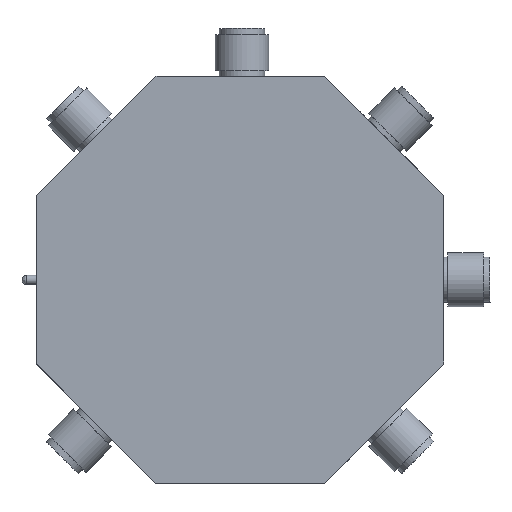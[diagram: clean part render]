
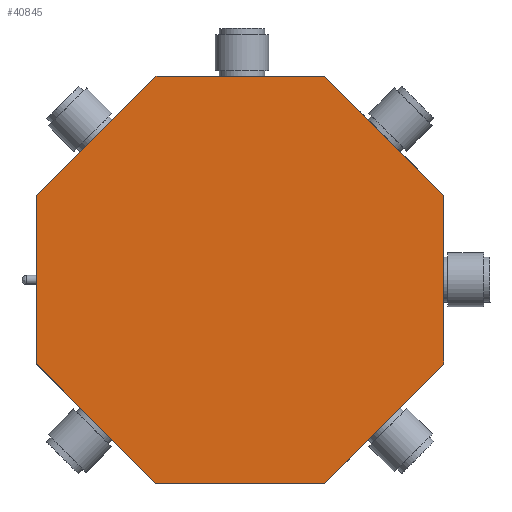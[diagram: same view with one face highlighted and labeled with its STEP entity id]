
A CAD part, top view. The second image highlights one B-rep face of the part: STEP entity #40845.
In plain terms, the highlighted planar face has unit normal (0, 0, 1).
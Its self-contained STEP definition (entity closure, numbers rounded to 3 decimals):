
#600 = ORIENTED_EDGE ( 'NONE', *, *, #18232, .T. ) ;
#1165 = LINE ( 'NONE', #20397, #25847 ) ;
#2975 = DIRECTION ( 'NONE',  ( -0.707, 0.707, 0. ) ) ;
#3478 = CARTESIAN_POINT ( 'NONE',  ( 164., 70.053, 11.463 ) ) ;
#3512 = VERTEX_POINT ( 'NONE', #20312 ) ;
#4378 = EDGE_CURVE ( 'NONE', #52870, #7270, #21837, .T. ) ;
#5128 = VECTOR ( 'NONE', #18317, 1000. ) ;
#6787 = DIRECTION ( 'NONE',  ( 0., 1., 0. ) ) ;
#7270 = VERTEX_POINT ( 'NONE', #8310 ) ;
#7732 = EDGE_CURVE ( 'NONE', #52538, #3512, #40604, .T. ) ;
#8310 = CARTESIAN_POINT ( 'NONE',  ( 116., 70.062, 11.463 ) ) ;
#8880 = EDGE_CURVE ( 'NONE', #39721, #52538, #9918, .T. ) ;
#9511 = EDGE_CURVE ( 'NONE', #10867, #36855, #19815, .T. ) ;
#9918 = LINE ( 'NONE', #34571, #57954 ) ;
#10702 = CARTESIAN_POINT ( 'NONE',  ( 116., 89.932, 11.463 ) ) ;
#10867 = VERTEX_POINT ( 'NONE', #38194 ) ;
#10911 = ORIENTED_EDGE ( 'NONE', *, *, #4378, .T. ) ;
#11611 = CARTESIAN_POINT ( 'NONE',  ( 149.118, 104., 11.463 ) ) ;
#11873 = ORIENTED_EDGE ( 'NONE', *, *, #9511, .T. ) ;
#13543 = CARTESIAN_POINT ( 'NONE',  ( 0., 0., 11.463 ) ) ;
#14693 = ORIENTED_EDGE ( 'NONE', *, *, #34136, .T. ) ;
#15655 = ORIENTED_EDGE ( 'NONE', *, *, #15922, .T. ) ;
#15922 = EDGE_CURVE ( 'NONE', #36855, #39721, #1165, .T. ) ;
#16300 = DIRECTION ( 'NONE',  ( -1., 0., 0. ) ) ;
#17453 = LINE ( 'NONE', #22574, #5128 ) ;
#18082 = LINE ( 'NONE', #30191, #39860 ) ;
#18205 = DIRECTION ( 'NONE',  ( 1., 0., 0. ) ) ;
#18232 = EDGE_CURVE ( 'NONE', #7270, #10867, #18082, .T. ) ;
#18236 = CARTESIAN_POINT ( 'NONE',  ( 116., 89.103, 11.463 ) ) ;
#18308 = CARTESIAN_POINT ( 'NONE',  ( 130.891, 56., 11.463 ) ) ;
#18317 = DIRECTION ( 'NONE',  ( -0.707, -0.707, 0. ) ) ;
#19815 = LINE ( 'NONE', #18308, #32135 ) ;
#20312 = CARTESIAN_POINT ( 'NONE',  ( 149.947, 104., 11.463 ) ) ;
#20397 = CARTESIAN_POINT ( 'NONE',  ( 150.533, 56.586, 11.463 ) ) ;
#21144 = EDGE_LOOP ( 'NONE', ( #10911, #600, #11873, #15655, #39756, #47086, #33282, #14693 ) ) ;
#21837 = LINE ( 'NONE', #18236, #46584 ) ;
#22447 = FACE_OUTER_BOUND ( 'NONE', #21144, .T. ) ;
#22574 = CARTESIAN_POINT ( 'NONE',  ( 129.482, 103.414, 11.463 ) ) ;
#25847 = VECTOR ( 'NONE', #52911, 1000. ) ;
#25946 = DIRECTION ( 'NONE',  ( 0.707, -0.707, 0. ) ) ;
#26114 = CARTESIAN_POINT ( 'NONE',  ( 163.414, 90.533, 11.463 ) ) ;
#27355 = PLANE ( 'NONE',  #46546 ) ;
#29713 = VECTOR ( 'NONE', #2975, 1000. ) ;
#30191 = CARTESIAN_POINT ( 'NONE',  ( 116.586, 69.476, 11.463 ) ) ;
#32135 = VECTOR ( 'NONE', #36374, 1000. ) ;
#32801 = LINE ( 'NONE', #11611, #56124 ) ;
#33282 = ORIENTED_EDGE ( 'NONE', *, *, #33863, .T. ) ;
#33863 = EDGE_CURVE ( 'NONE', #3512, #40791, #32801, .T. ) ;
#34136 = EDGE_CURVE ( 'NONE', #40791, #52870, #17453, .T. ) ;
#34571 = CARTESIAN_POINT ( 'NONE',  ( 164., 70.882, 11.463 ) ) ;
#36374 = DIRECTION ( 'NONE',  ( 1., 0., 0. ) ) ;
#36855 = VERTEX_POINT ( 'NONE', #56757 ) ;
#38194 = CARTESIAN_POINT ( 'NONE',  ( 130.062, 56., 11.463 ) ) ;
#39721 = VERTEX_POINT ( 'NONE', #3478 ) ;
#39756 = ORIENTED_EDGE ( 'NONE', *, *, #8880, .T. ) ;
#39860 = VECTOR ( 'NONE', #25946, 1000. ) ;
#40535 = CARTESIAN_POINT ( 'NONE',  ( 164., 89.947, 11.463 ) ) ;
#40604 = LINE ( 'NONE', #26114, #29713 ) ;
#40791 = VERTEX_POINT ( 'NONE', #54200 ) ;
#40845 = ADVANCED_FACE ( 'NONE', ( #22447 ), #27355, .T. ) ;
#46052 = DIRECTION ( 'NONE',  ( 0., 0., 1. ) ) ;
#46546 = AXIS2_PLACEMENT_3D ( 'NONE', #13543, #46052, #18205 ) ;
#46584 = VECTOR ( 'NONE', #50780, 1000. ) ;
#47086 = ORIENTED_EDGE ( 'NONE', *, *, #7732, .T. ) ;
#50780 = DIRECTION ( 'NONE',  ( 0., -1., 0. ) ) ;
#52538 = VERTEX_POINT ( 'NONE', #40535 ) ;
#52870 = VERTEX_POINT ( 'NONE', #10702 ) ;
#52911 = DIRECTION ( 'NONE',  ( 0.707, 0.707, 0. ) ) ;
#54200 = CARTESIAN_POINT ( 'NONE',  ( 130.068, 104., 11.463 ) ) ;
#56124 = VECTOR ( 'NONE', #16300, 1000. ) ;
#56757 = CARTESIAN_POINT ( 'NONE',  ( 149.947, 56., 11.463 ) ) ;
#57954 = VECTOR ( 'NONE', #6787, 1000. ) ;
